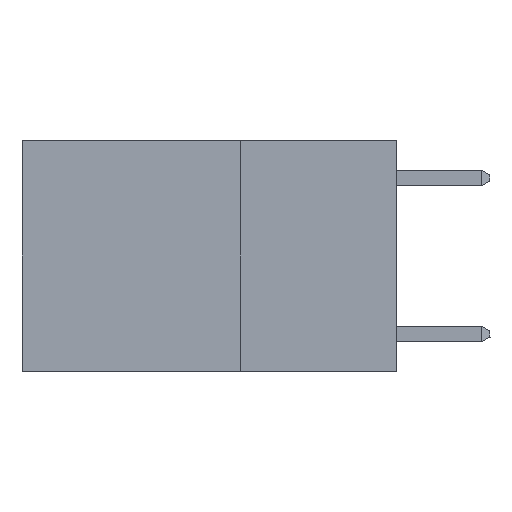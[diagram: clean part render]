
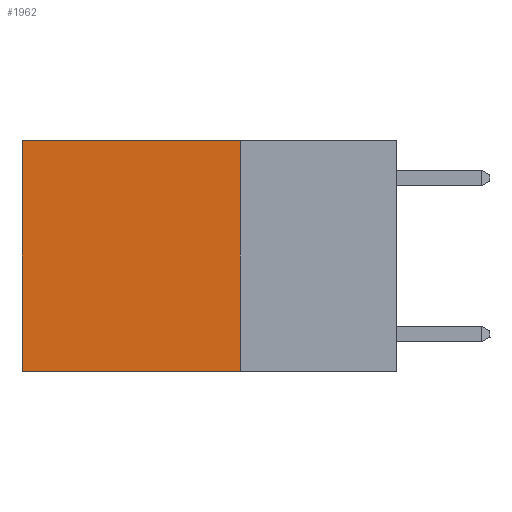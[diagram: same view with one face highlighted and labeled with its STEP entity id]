
A CAD part, left-side view. The second image highlights one B-rep face of the part: STEP entity #1962.
In plain terms, the highlighted planar face has unit normal (-1, 0, 0).
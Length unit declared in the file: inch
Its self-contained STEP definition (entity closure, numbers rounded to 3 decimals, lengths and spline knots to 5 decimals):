
#518 = EDGE_CURVE ( 'NONE', #8639, #6790, #6726, .T. ) ;
#687 = ORIENTED_EDGE ( 'NONE', *, *, #2030, .F. ) ;
#957 = ORIENTED_EDGE ( 'NONE', *, *, #4528, .F. ) ;
#1038 = VERTEX_POINT ( 'NONE', #9586 ) ;
#1043 = ORIENTED_EDGE ( 'NONE', *, *, #518, .T. ) ;
#1058 = VECTOR ( 'NONE', #4042, 39.37008 ) ;
#1205 = CARTESIAN_POINT ( 'NONE',  ( 0.2625, 0.6, 0. ) ) ;
#1522 = CARTESIAN_POINT ( 'NONE',  ( 0.2625, 0.25, 0. ) ) ;
#1819 = EDGE_CURVE ( 'NONE', #6790, #1038, #6632, .T. ) ;
#1949 = DIRECTION ( 'NONE',  ( 1., 0., 0. ) ) ;
#1962 = ADVANCED_FACE ( 'NONE', ( #10063 ), #4844, .F. ) ;
#2030 = EDGE_CURVE ( 'NONE', #6729, #1038, #6873, .T. ) ;
#3508 = LINE ( 'NONE', #6535, #1058 ) ;
#3544 = CARTESIAN_POINT ( 'NONE',  ( 0.2625, 0.25, 0. ) ) ;
#4035 = CARTESIAN_POINT ( 'NONE',  ( 0.2625, 0.6, 0. ) ) ;
#4042 = DIRECTION ( 'NONE',  ( 0., 0., -1. ) ) ;
#4528 = EDGE_CURVE ( 'NONE', #8639, #6729, #3508, .T. ) ;
#4844 = PLANE ( 'NONE',  #8310 ) ;
#5645 = CARTESIAN_POINT ( 'NONE',  ( 0.2625, 0.25, -0.37 ) ) ;
#6380 = CARTESIAN_POINT ( 'NONE',  ( 0.2625, 0.25, 0. ) ) ;
#6475 = VECTOR ( 'NONE', #8106, 39.37008 ) ;
#6535 = CARTESIAN_POINT ( 'NONE',  ( 0.2625, 0.25, 0. ) ) ;
#6632 = LINE ( 'NONE', #1205, #8449 ) ;
#6726 = LINE ( 'NONE', #1522, #6475 ) ;
#6729 = VERTEX_POINT ( 'NONE', #9544 ) ;
#6790 = VERTEX_POINT ( 'NONE', #4035 ) ;
#6873 = LINE ( 'NONE', #5645, #8663 ) ;
#7374 = DIRECTION ( 'NONE',  ( 0., 0., -1. ) ) ;
#8106 = DIRECTION ( 'NONE',  ( 0., 1., 0. ) ) ;
#8310 = AXIS2_PLACEMENT_3D ( 'NONE', #6380, #1949, #7374 ) ;
#8449 = VECTOR ( 'NONE', #8584, 39.37008 ) ;
#8457 = EDGE_LOOP ( 'NONE', ( #10662, #687, #957, #1043 ) ) ;
#8584 = DIRECTION ( 'NONE',  ( 0., 0., -1. ) ) ;
#8639 = VERTEX_POINT ( 'NONE', #3544 ) ;
#8663 = VECTOR ( 'NONE', #10316, 39.37008 ) ;
#9544 = CARTESIAN_POINT ( 'NONE',  ( 0.2625, 0.25, -0.37 ) ) ;
#9586 = CARTESIAN_POINT ( 'NONE',  ( 0.2625, 0.6, -0.37 ) ) ;
#10063 = FACE_OUTER_BOUND ( 'NONE', #8457, .T. ) ;
#10316 = DIRECTION ( 'NONE',  ( 0., 1., 0. ) ) ;
#10662 = ORIENTED_EDGE ( 'NONE', *, *, #1819, .T. ) ;
